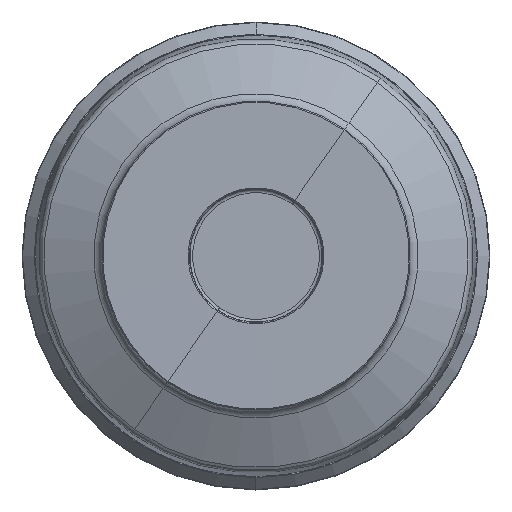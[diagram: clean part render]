
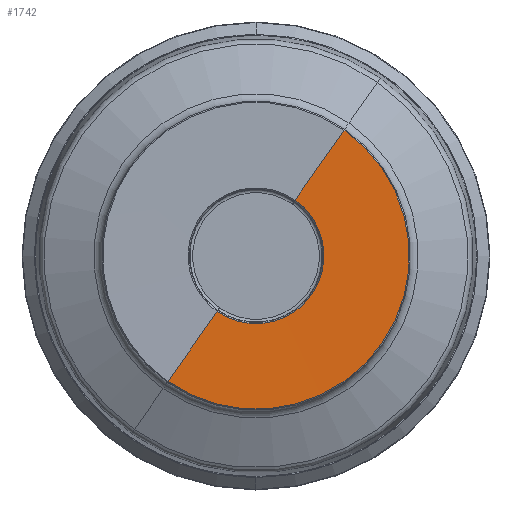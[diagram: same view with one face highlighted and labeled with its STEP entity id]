
A CAD part, top view. The second image highlights one B-rep face of the part: STEP entity #1742.
In plain terms, the highlighted conical face has half-angle 89.9 degrees and reference radius 50.144 mm.
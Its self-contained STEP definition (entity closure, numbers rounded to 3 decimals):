
#570=CARTESIAN_POINT('',(0.,0.,0.));
#571=DIRECTION('',(0.,0.,-1.));
#572=DIRECTION('',(0.574,0.819,0.));
#573=AXIS2_PLACEMENT_3D('',#570,#571,#572);
#578=DIRECTION('',(-0.574,-0.819,-0.002));
#579=VECTOR('',#578,38.712);
#580=CARTESIAN_POINT('',(39.864,56.931,0.));
#581=LINE('',#580,#579);
#585=DIRECTION('',(0.574,0.819,-0.002));
#586=VECTOR('',#585,38.712);
#587=CARTESIAN_POINT('',(-39.864,-56.931,0.));
#588=LINE('',#587,#586);
#622=CARTESIAN_POINT('',(0.,0.,-0.068));
#623=DIRECTION('',(0.,0.,-1.));
#624=DIRECTION('',(0.574,0.819,0.));
#625=AXIS2_PLACEMENT_3D('',#622,#623,#624);
#870=CARTESIAN_POINT('',(39.864,56.931,0.));
#871=VERTEX_POINT('',#870);
#872=CARTESIAN_POINT('',(17.659,25.22,-0.068));
#873=VERTEX_POINT('',#872);
#884=CARTESIAN_POINT('',(-39.864,-56.931,0.));
#885=VERTEX_POINT('',#884);
#886=CARTESIAN_POINT('',(-17.659,-25.22,
-0.068));
#887=VERTEX_POINT('',#886);
#1728=CARTESIAN_POINT('',(0.,0.,-0.034));
#1729=DIRECTION('',(0.,0.,1.));
#1730=DIRECTION('',(0.574,0.819,0.));
#1731=AXIS2_PLACEMENT_3D('',#1728,#1729,#1730);
#1732=CONICAL_SURFACE('',#1731,50.144,89.9);
#1734=ORIENTED_EDGE('',*,*,#1733,.F.);
#1735=ORIENTED_EDGE('',*,*,#1723,.T.);
#1737=ORIENTED_EDGE('',*,*,#1736,.T.);
#1739=ORIENTED_EDGE('',*,*,#1738,.F.);
#1740=EDGE_LOOP('',(#1734,#1735,#1737,#1739));
#1741=FACE_OUTER_BOUND('',#1740,.F.);
#574=CIRCLE('',#573,69.5);
#626=CIRCLE('',#625,30.788);
#1723=EDGE_CURVE('',#871,#885,#574,.T.);
#1733=EDGE_CURVE('',#871,#873,#581,.T.);
#1736=EDGE_CURVE('',#885,#887,#588,.T.);
#1738=EDGE_CURVE('',#873,#887,#626,.T.);
#1742=ADVANCED_FACE('',(#1741),#1732,.F.);
